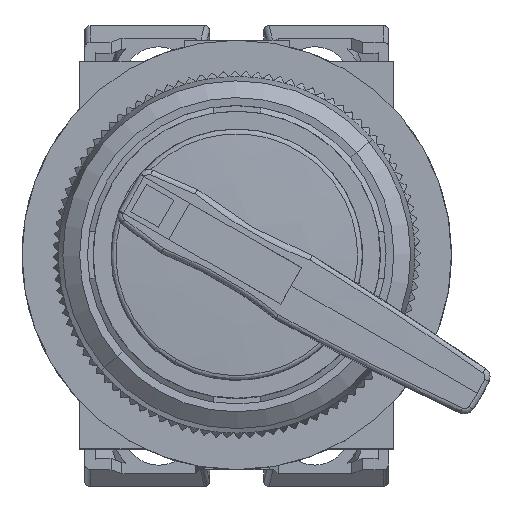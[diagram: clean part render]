
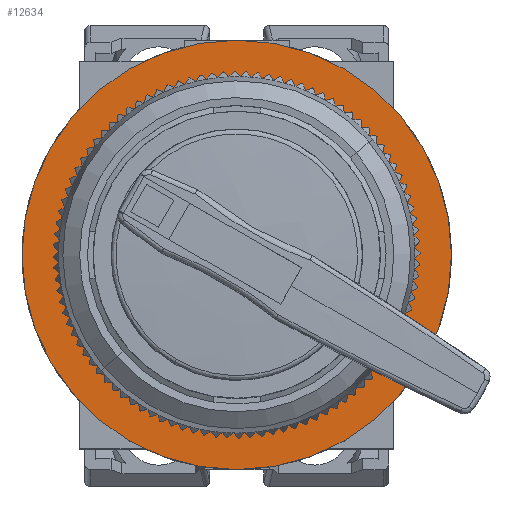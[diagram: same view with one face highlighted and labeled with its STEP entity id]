
A CAD part, top view. The second image highlights one B-rep face of the part: STEP entity #12634.
In plain terms, the highlighted planar face has unit normal (0, 0, 1).
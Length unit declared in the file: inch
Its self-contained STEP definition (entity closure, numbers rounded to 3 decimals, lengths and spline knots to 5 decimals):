
#2204 = CIRCLE ( 'NONE', #33070, 0.80709 ) ;
#5704 = DIRECTION ( 'NONE',  ( 1., 0., 0. ) ) ;
#6141 = PLANE ( 'NONE',  #77919 ) ;
#9606 = ORIENTED_EDGE ( 'NONE', *, *, #48703, .T. ) ;
#9667 = EDGE_CURVE ( 'NONE', #117346, #118350, #2204, .T. ) ;
#11307 = AXIS2_PLACEMENT_3D ( 'NONE', #43140, #102069, #32745 ) ;
#11447 = FACE_BOUND ( 'NONE', #54850, .T. ) ;
#12634 = ADVANCED_FACE ( 'NONE', ( #11447, #94073 ), #6141, .T. ) ;
#15478 = CIRCLE ( 'NONE', #84932, 0.80709 ) ;
#24419 = CARTESIAN_POINT ( 'NONE',  ( -0.36187, -0.1532, 0.23622 ) ) ;
#26590 = DIRECTION ( 'NONE',  ( -1., 0., 0. ) ) ;
#29593 = CARTESIAN_POINT ( 'NONE',  ( -0.98785, -0.1532, 0.23622 ) ) ;
#32745 = DIRECTION ( 'NONE',  ( -1., 0., 0. ) ) ;
#33070 = AXIS2_PLACEMENT_3D ( 'NONE', #93503, #93072, #64629 ) ;
#35947 = AXIS2_PLACEMENT_3D ( 'NONE', #86225, #116750, #26590 ) ;
#43140 = CARTESIAN_POINT ( 'NONE',  ( -0.36187, -0.1532, 0.23622 ) ) ;
#48703 = EDGE_CURVE ( 'NONE', #118350, #117346, #15478, .T. ) ;
#52809 = DIRECTION ( 'NONE',  ( 0., 0., 1. ) ) ;
#53904 = CARTESIAN_POINT ( 'NONE',  ( 0.44522, -0.1532, 0.23622 ) ) ;
#54850 = EDGE_LOOP ( 'NONE', ( #128099, #108105 ) ) ;
#62806 = CARTESIAN_POINT ( 'NONE',  ( -0.36187, -0.1532, 0.23622 ) ) ;
#64629 = DIRECTION ( 'NONE',  ( -1., 0., 0. ) ) ;
#67479 = VERTEX_POINT ( 'NONE', #29593 ) ;
#67888 = VERTEX_POINT ( 'NONE', #106179 ) ;
#72786 = DIRECTION ( 'NONE',  ( -1., 0., 0. ) ) ;
#76373 = EDGE_LOOP ( 'NONE', ( #99626, #9606 ) ) ;
#77919 = AXIS2_PLACEMENT_3D ( 'NONE', #24419, #115440, #5704 ) ;
#79142 = CIRCLE ( 'NONE', #35947, 0.62598 ) ;
#84433 = CARTESIAN_POINT ( 'NONE',  ( -1.16896, -0.1532, 0.23622 ) ) ;
#84932 = AXIS2_PLACEMENT_3D ( 'NONE', #62806, #52809, #72786 ) ;
#86225 = CARTESIAN_POINT ( 'NONE',  ( -0.36187, -0.1532, 0.23622 ) ) ;
#86662 = EDGE_CURVE ( 'NONE', #67479, #67888, #87825, .T. ) ;
#87825 = CIRCLE ( 'NONE', #11307, 0.62598 ) ;
#93072 = DIRECTION ( 'NONE',  ( 0., 0., 1. ) ) ;
#93503 = CARTESIAN_POINT ( 'NONE',  ( -0.36187, -0.1532, 0.23622 ) ) ;
#94073 = FACE_OUTER_BOUND ( 'NONE', #76373, .T. ) ;
#96240 = EDGE_CURVE ( 'NONE', #67888, #67479, #79142, .T. ) ;
#99626 = ORIENTED_EDGE ( 'NONE', *, *, #9667, .T. ) ;
#102069 = DIRECTION ( 'NONE',  ( 0., 0., -1. ) ) ;
#106179 = CARTESIAN_POINT ( 'NONE',  ( 0.26412, -0.1532, 0.23622 ) ) ;
#108105 = ORIENTED_EDGE ( 'NONE', *, *, #96240, .T. ) ;
#115440 = DIRECTION ( 'NONE',  ( 0., 0., 1. ) ) ;
#116750 = DIRECTION ( 'NONE',  ( 0., 0., -1. ) ) ;
#117346 = VERTEX_POINT ( 'NONE', #84433 ) ;
#118350 = VERTEX_POINT ( 'NONE', #53904 ) ;
#128099 = ORIENTED_EDGE ( 'NONE', *, *, #86662, .T. ) ;
